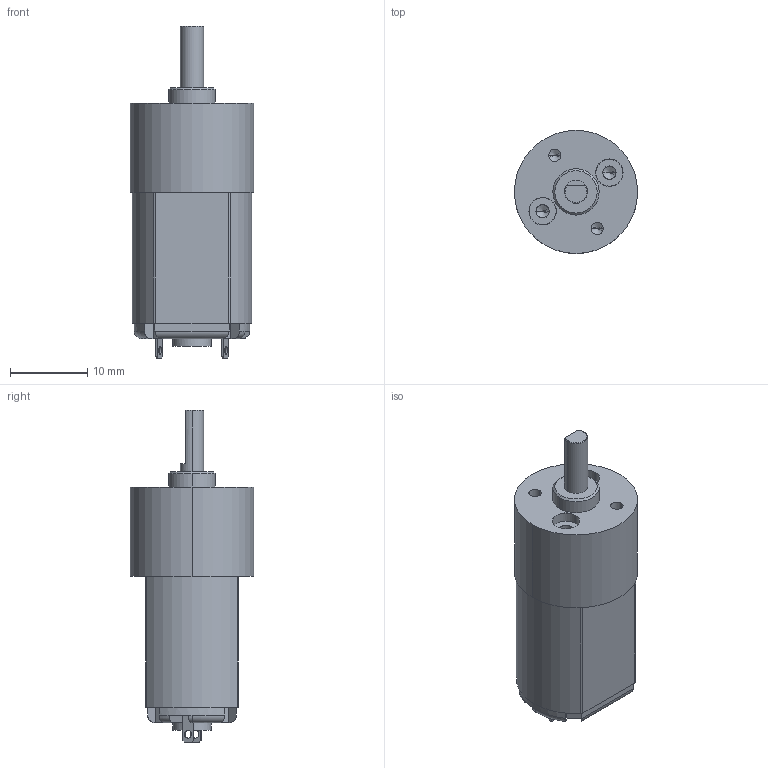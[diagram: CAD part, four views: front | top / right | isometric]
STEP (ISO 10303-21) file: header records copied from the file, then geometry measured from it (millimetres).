
FILE_DESCRIPTION (( 'STEP AP214' ), '1' );
FILE_NAME ('User Library-eBay DC Geared Motor 6V 1000RPM.STEP', '2021-01-19T17:16:30', ( '' ), ( '' ), 'SwSTEP 2.0', 'SolidWorks 2020', '' );
FILE_SCHEMA (( 'AUTOMOTIVE_DESIGN' ));
Length unit declared in the file: millimetre
Products named in the file (1): User Library-eBay DC Geared Motor 6V 1000RPM
Bounding box: 16 x 16 x 43.1 mm (x, y, z)
Volume: 5419.1 mm3; surface area: 2250.3 mm2
Topology: 1 solids, 1 shells, 110 faces, 276 edges, 172 vertices
Faces by surface type: plane 48, cylinder 36, cone 18, torus 8
Entity records: 4227 total; most frequent: CARTESIAN_POINT 639, DIRECTION 580, ORIENTED_EDGE 536, EDGE_CURVE 268, AXIS2_PLACEMENT_3D 213, VERTEX_POINT 172, LINE 154, VECTOR 154
